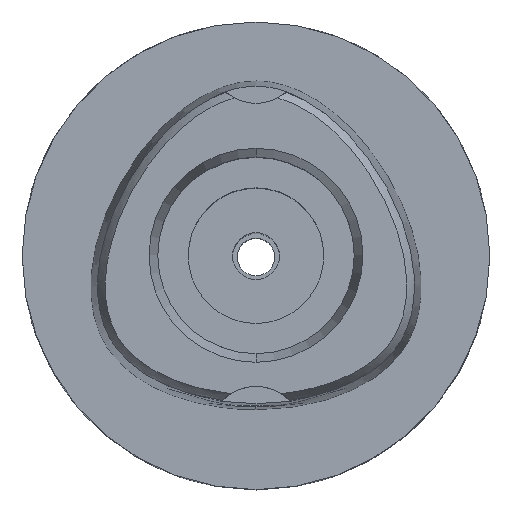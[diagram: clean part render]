
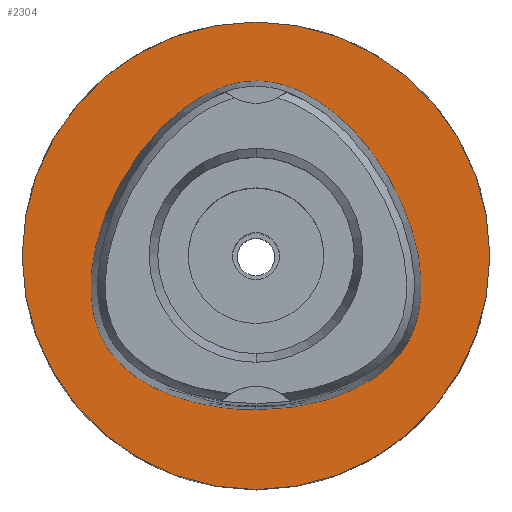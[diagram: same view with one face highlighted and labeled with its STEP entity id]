
A CAD part, top view. The second image highlights one B-rep face of the part: STEP entity #2304.
In plain terms, the highlighted planar face has unit normal (0, 0, 1).
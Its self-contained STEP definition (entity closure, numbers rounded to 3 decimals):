
#297=CARTESIAN_POINT('',(0.,0.,0.));
#298=DIRECTION('',(0.,0.,-1.));
#299=DIRECTION('',(0.,-1.,0.));
#300=AXIS2_PLACEMENT_3D('',#297,#298,#299);
#305=CARTESIAN_POINT('',(0.,0.,0.));
#306=DIRECTION('',(0.,0.,-1.));
#307=DIRECTION('',(0.,1.,0.));
#308=AXIS2_PLACEMENT_3D('',#305,#306,#307);
#313=CARTESIAN_POINT('',(0.,-16.455,0.));
#314=CARTESIAN_POINT('',(0.752,-16.455,0.));
#315=CARTESIAN_POINT('',(2.229,-16.396,
0.));
#316=CARTESIAN_POINT('',(4.394,-16.138,
0.));
#317=CARTESIAN_POINT('',(6.414,-15.73,0.));
#318=CARTESIAN_POINT('',(8.25,-15.2,0.));
#319=CARTESIAN_POINT('',(9.882,-14.576,0.));
#320=CARTESIAN_POINT('',(11.306,-13.883,0.));
#321=CARTESIAN_POINT('',(12.535,-13.143,0.));
#322=CARTESIAN_POINT('',(13.586,-12.37,0.));
#323=CARTESIAN_POINT('',(14.477,-11.574,0.));
#324=CARTESIAN_POINT('',(15.228,-10.755,0.));
#325=CARTESIAN_POINT('',(15.85,-9.925,0.));
#326=CARTESIAN_POINT('',(16.367,-9.065,0.));
#327=CARTESIAN_POINT('',(16.801,-8.138,0.));
#328=CARTESIAN_POINT('',(17.16,-7.114,0.));
#329=CARTESIAN_POINT('',(17.435,-5.983,0.));
#330=CARTESIAN_POINT('',(17.615,-4.73,0.));
#331=CARTESIAN_POINT('',(17.682,-3.342,0.));
#332=CARTESIAN_POINT('',(17.618,-1.81,0.));
#333=CARTESIAN_POINT('',(17.399,-0.132,0.));
#334=CARTESIAN_POINT('',(17.003,1.684,0.));
#335=CARTESIAN_POINT('',(16.412,3.611,0.));
#336=CARTESIAN_POINT('',(15.62,5.603,0.));
#337=CARTESIAN_POINT('',(14.637,7.597,0.));
#338=CARTESIAN_POINT('',(13.49,9.524,0.));
#339=CARTESIAN_POINT('',(12.217,11.321,0.));
#340=CARTESIAN_POINT('',(10.867,12.936,0.));
#341=CARTESIAN_POINT('',(9.489,14.335,0.));
#342=CARTESIAN_POINT('',(8.123,15.509,0.));
#343=CARTESIAN_POINT('',(6.794,16.465,0.));
#344=CARTESIAN_POINT('',(5.52,17.22,0.));
#345=CARTESIAN_POINT('',(4.305,17.797,0.));
#346=CARTESIAN_POINT('',(3.15,18.217,0.));
#347=CARTESIAN_POINT('',(2.051,18.5,0.));
#348=CARTESIAN_POINT('',(1.003,18.661,
0.));
#349=CARTESIAN_POINT('',(0.329,18.695,
0.));
#350=CARTESIAN_POINT('',(0.,18.695,
0.));
#355=CARTESIAN_POINT('',(0.,18.695,
0.));
#356=CARTESIAN_POINT('',(-0.33,18.695,
0.));
#357=CARTESIAN_POINT('',(-1.003,18.661,
0.));
#358=CARTESIAN_POINT('',(-2.052,18.5,
0.));
#359=CARTESIAN_POINT('',(-3.151,18.217,0.));
#360=CARTESIAN_POINT('',(-4.306,17.797,0.));
#361=CARTESIAN_POINT('',(-5.521,17.219,0.));
#362=CARTESIAN_POINT('',(-6.796,16.464,0.));
#363=CARTESIAN_POINT('',(-8.125,15.507,0.));
#364=CARTESIAN_POINT('',(-9.492,14.333,0.));
#365=CARTESIAN_POINT('',(-10.869,12.933,0.));
#366=CARTESIAN_POINT('',(-12.219,11.318,0.));
#367=CARTESIAN_POINT('',(-13.493,9.52,0.));
#368=CARTESIAN_POINT('',(-14.64,7.593,0.));
#369=CARTESIAN_POINT('',(-15.622,5.598,0.));
#370=CARTESIAN_POINT('',(-16.414,3.606,0.));
#371=CARTESIAN_POINT('',(-17.004,1.68,0.));
#372=CARTESIAN_POINT('',(-17.4,-0.135,0.));
#373=CARTESIAN_POINT('',(-17.618,-1.813,0.));
#374=CARTESIAN_POINT('',(-17.682,-3.345,0.));
#375=CARTESIAN_POINT('',(-17.614,-4.732,0.));
#376=CARTESIAN_POINT('',(-17.435,-5.985,0.));
#377=CARTESIAN_POINT('',(-17.16,-7.116,0.));
#378=CARTESIAN_POINT('',(-16.8,-8.141,0.));
#379=CARTESIAN_POINT('',(-16.367,-9.064,0.));
#380=CARTESIAN_POINT('',(-15.852,-9.922,0.));
#381=CARTESIAN_POINT('',(-15.231,-10.752,0.));
#382=CARTESIAN_POINT('',(-14.479,-11.571,0.));
#383=CARTESIAN_POINT('',(-13.589,-12.368,0.));
#384=CARTESIAN_POINT('',(-12.539,-13.141,0.));
#385=CARTESIAN_POINT('',(-11.31,-13.881,0.));
#386=CARTESIAN_POINT('',(-9.885,-14.574,0.));
#387=CARTESIAN_POINT('',(-8.253,-15.199,0.));
#388=CARTESIAN_POINT('',(-6.416,-15.73,0.));
#389=CARTESIAN_POINT('',(-4.395,-16.138,
0.));
#390=CARTESIAN_POINT('',(-2.23,-16.396,
0.));
#391=CARTESIAN_POINT('',(-0.752,-16.455,0.));
#392=CARTESIAN_POINT('',(0.,-16.455,0.));
#1524=VERTEX_POINT('',#355);
#1525=VERTEX_POINT('',#392);
#1532=CARTESIAN_POINT('',(0.,-25.,0.));
#1533=CARTESIAN_POINT('',(0.,25.,0.));
#1534=VERTEX_POINT('',#1532);
#1535=VERTEX_POINT('',#1533);
#2288=CARTESIAN_POINT('',(0.,0.,0.));
#2289=DIRECTION('',(0.,0.,-1.));
#2290=DIRECTION('',(0.,-1.,0.));
#2291=AXIS2_PLACEMENT_3D('',#2288,#2289,#2290);
#2292=PLANE('',#2291);
#2294=ORIENTED_EDGE('',*,*,#2293,.T.);
#2296=ORIENTED_EDGE('',*,*,#2295,.T.);
#2297=EDGE_LOOP('',(#2294,#2296));
#2298=FACE_OUTER_BOUND('',#2297,.F.);
#2300=ORIENTED_EDGE('',*,*,#2299,.T.);
#2301=ORIENTED_EDGE('',*,*,#2268,.T.);
#2302=EDGE_LOOP('',(#2300,#2301));
#2303=FACE_BOUND('',#2302,.F.);
#301=CIRCLE('',#300,25.);
#309=CIRCLE('',#308,25.);
#351=B_SPLINE_CURVE_WITH_KNOTS('',3,(#313,#314,#315,#316,#317,#318,#319,#320,
#321,#322,#323,#324,#325,#326,#327,#328,#329,#330,#331,#332,#333,#334,#335,#336,
#337,#338,#339,#340,#341,#342,#343,#344,#345,#346,#347,#348,#349,#350),
.UNSPECIFIED.,.F.,.F.,(4,1,1,1,1,1,1,1,1,1,1,1,1,1,1,1,1,1,1,1,1,1,1,1,1,1,1,1,
1,1,1,1,1,1,1,4),(0.,0.029,0.057,0.086,
0.114,0.143,0.171,0.2,0.229,
0.257,0.286,0.314,0.343,
0.371,0.4,0.429,0.457,0.486,
0.514,0.543,0.571,0.6,0.629,
0.657,0.686,0.714,0.743,
0.771,0.8,0.829,0.857,0.886,
0.914,0.943,0.971,1.),.UNSPECIFIED.);
#393=B_SPLINE_CURVE_WITH_KNOTS('',3,(#355,#356,#357,#358,#359,#360,#361,#362,
#363,#364,#365,#366,#367,#368,#369,#370,#371,#372,#373,#374,#375,#376,#377,#378,
#379,#380,#381,#382,#383,#384,#385,#386,#387,#388,#389,#390,#391,#392),
.UNSPECIFIED.,.F.,.F.,(4,1,1,1,1,1,1,1,1,1,1,1,1,1,1,1,1,1,1,1,1,1,1,1,1,1,1,1,
1,1,1,1,1,1,1,4),(0.,0.029,0.057,0.086,
0.114,0.143,0.171,0.2,0.229,
0.257,0.286,0.314,0.343,
0.371,0.4,0.429,0.457,0.486,
0.514,0.543,0.571,0.6,0.629,
0.657,0.686,0.714,0.743,
0.771,0.8,0.829,0.857,0.886,
0.914,0.943,0.971,1.),.UNSPECIFIED.);
#2268=EDGE_CURVE('',#1524,#1525,#393,.T.);
#2293=EDGE_CURVE('',#1534,#1535,#301,.T.);
#2295=EDGE_CURVE('',#1535,#1534,#309,.T.);
#2299=EDGE_CURVE('',#1525,#1524,#351,.T.);
#2304=ADVANCED_FACE('',(#2298,#2303),#2292,.F.);
